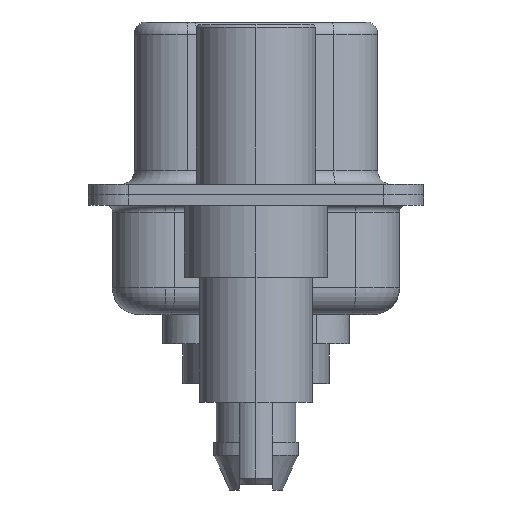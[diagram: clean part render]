
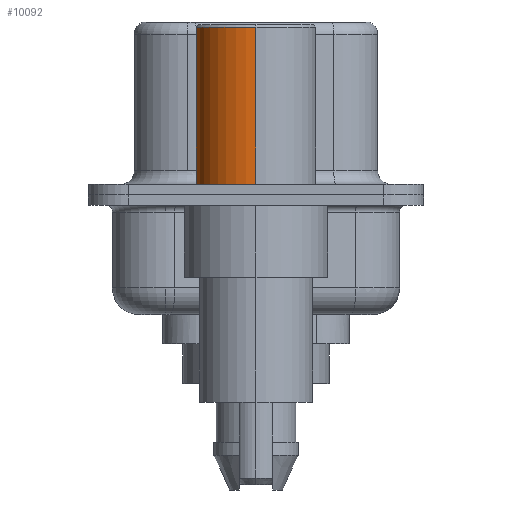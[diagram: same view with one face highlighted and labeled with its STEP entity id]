
A CAD part, left-side view. The second image highlights one B-rep face of the part: STEP entity #10092.
In plain terms, the highlighted cylindrical face has radius 2.25 mm (diameter 4.5 mm), a partial arc.
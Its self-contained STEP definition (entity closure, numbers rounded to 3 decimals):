
#1494 = LINE ( 'NONE', #15113, #1976 ) ;
#1911 = CARTESIAN_POINT ( 'NONE',  ( 0., 0., 6.3 ) ) ;
#1964 = EDGE_LOOP ( 'NONE', ( #3869, #5814, #11211, #17940 ) ) ;
#1976 = VECTOR ( 'NONE', #4911, 1000. ) ;
#2422 = DIRECTION ( 'NONE',  ( 0., 0., 1. ) ) ;
#2462 = VERTEX_POINT ( 'NONE', #14778 ) ;
#3364 = CIRCLE ( 'NONE', #8313, 2.25 ) ;
#3381 = DIRECTION ( 'NONE',  ( 1., 0., 0. ) ) ;
#3869 = ORIENTED_EDGE ( 'NONE', *, *, #7928, .T. ) ;
#4575 = CIRCLE ( 'NONE', #8079, 2.25 ) ;
#4911 = DIRECTION ( 'NONE',  ( 0., 0., 1. ) ) ;
#5217 = DIRECTION ( 'NONE',  ( 1., 0., 0. ) ) ;
#5580 = CARTESIAN_POINT ( 'NONE',  ( 2.25, 0., 0.581 ) ) ;
#5616 = DIRECTION ( 'NONE',  ( 0., 0., 1. ) ) ;
#5814 = ORIENTED_EDGE ( 'NONE', *, *, #16163, .T. ) ;
#6343 = LINE ( 'NONE', #5580, #18103 ) ;
#7486 = CARTESIAN_POINT ( 'NONE',  ( 2.25, 0., 0.4 ) ) ;
#7531 = CARTESIAN_POINT ( 'NONE',  ( 2.25, 0., 6.3 ) ) ;
#7928 = EDGE_CURVE ( 'NONE', #17493, #2462, #4575, .T. ) ;
#8079 = AXIS2_PLACEMENT_3D ( 'NONE', #11167, #8192, #13004 ) ;
#8192 = DIRECTION ( 'NONE',  ( 0., 0., 1. ) ) ;
#8313 = AXIS2_PLACEMENT_3D ( 'NONE', #1911, #12078, #3381 ) ;
#9017 = EDGE_CURVE ( 'NONE', #17493, #10419, #6343, .T. ) ;
#10092 = ADVANCED_FACE ( 'NONE', ( #10697 ), #18065, .T. ) ;
#10419 = VERTEX_POINT ( 'NONE', #7531 ) ;
#10697 = FACE_OUTER_BOUND ( 'NONE', #1964, .T. ) ;
#11114 = CARTESIAN_POINT ( 'NONE',  ( 0., 0., 0.581 ) ) ;
#11167 = CARTESIAN_POINT ( 'NONE',  ( 0., 0., 0.4 ) ) ;
#11211 = ORIENTED_EDGE ( 'NONE', *, *, #15404, .F. ) ;
#12078 = DIRECTION ( 'NONE',  ( 0., 0., 1. ) ) ;
#13004 = DIRECTION ( 'NONE',  ( 1., 0., 0. ) ) ;
#14390 = CARTESIAN_POINT ( 'NONE',  ( -2.25, 0., 6.3 ) ) ;
#14476 = VERTEX_POINT ( 'NONE', #14390 ) ;
#14778 = CARTESIAN_POINT ( 'NONE',  ( -2.25, 0., 0.4 ) ) ;
#15113 = CARTESIAN_POINT ( 'NONE',  ( -2.25, 0., 0.581 ) ) ;
#15404 = EDGE_CURVE ( 'NONE', #10419, #14476, #3364, .T. ) ;
#16163 = EDGE_CURVE ( 'NONE', #2462, #14476, #1494, .T. ) ;
#16972 = AXIS2_PLACEMENT_3D ( 'NONE', #11114, #2422, #5217 ) ;
#17493 = VERTEX_POINT ( 'NONE', #7486 ) ;
#17940 = ORIENTED_EDGE ( 'NONE', *, *, #9017, .F. ) ;
#18065 = CYLINDRICAL_SURFACE ( 'NONE', #16972, 2.25 ) ;
#18103 = VECTOR ( 'NONE', #5616, 1000. ) ;
